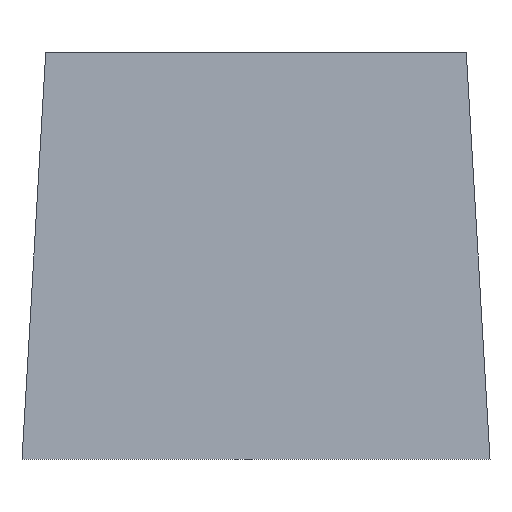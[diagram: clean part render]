
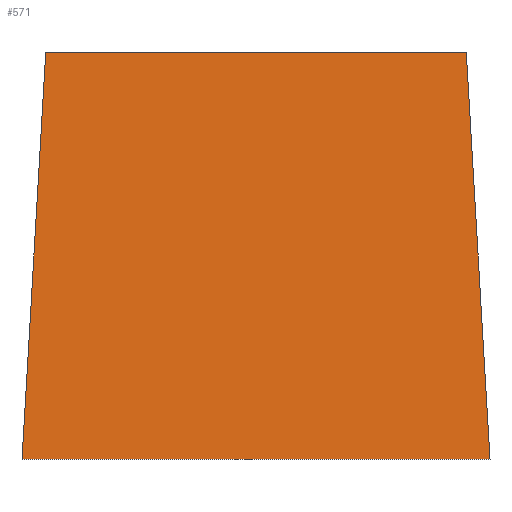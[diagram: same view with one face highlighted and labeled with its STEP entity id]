
A CAD part, front view. The second image highlights one B-rep face of the part: STEP entity #571.
In plain terms, the highlighted planar face has unit normal (0, -0.997, 0.075).
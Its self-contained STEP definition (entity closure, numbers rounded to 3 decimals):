
#12 = EDGE_CURVE ( 'NONE', #690, #698, #175, .T. ) ;
#62 = FACE_OUTER_BOUND ( 'NONE', #648, .T. ) ;
#73 = VECTOR ( 'NONE', #314, 1000. ) ;
#75 = VECTOR ( 'NONE', #335, 1000. ) ;
#76 = LINE ( 'NONE', #331, #73 ) ;
#78 = LINE ( 'NONE', #338, #75 ) ;
#81 = VECTOR ( 'NONE', #351, 1000. ) ;
#90 = LINE ( 'NONE', #427, #81 ) ;
#171 = VECTOR ( 'NONE', #517, 1000. ) ;
#175 = LINE ( 'NONE', #522, #171 ) ;
#257 = EDGE_CURVE ( 'NONE', #659, #694, #90, .T. ) ;
#260 = EDGE_CURVE ( 'NONE', #694, #698, #78, .T. ) ;
#261 = EDGE_CURVE ( 'NONE', #659, #690, #76, .T. ) ;
#292 = AXIS2_PLACEMENT_3D ( 'NONE', #497, #388, #332 ) ;
#312 = CARTESIAN_POINT ( 'NONE',  ( -17.25, -27.25, 0. ) ) ;
#314 = DIRECTION ( 'NONE',  ( 0.058, 0.075, 0.996 ) ) ;
#331 = CARTESIAN_POINT ( 'NONE',  ( -17.25, -27.25, 0. ) ) ;
#332 = DIRECTION ( 'NONE',  ( 0., 0.075, 0.997 ) ) ;
#335 = DIRECTION ( 'NONE',  ( -0.058, 0.075, 0.996 ) ) ;
#338 = CARTESIAN_POINT ( 'NONE',  ( 17.25, -27.25, 0. ) ) ;
#351 = DIRECTION ( 'NONE',  ( 1., 0., 0. ) ) ;
#358 = CARTESIAN_POINT ( 'NONE',  ( 17.25, -27.25, 0. ) ) ;
#388 = DIRECTION ( 'NONE',  ( 0., 0.997, -0.075 ) ) ;
#393 = CARTESIAN_POINT ( 'NONE',  ( 15.5, -25., 30. ) ) ;
#427 = CARTESIAN_POINT ( 'NONE',  ( -17.25, -27.25, 0. ) ) ;
#497 = CARTESIAN_POINT ( 'NONE',  ( 15.5, -25., 30. ) ) ;
#517 = DIRECTION ( 'NONE',  ( 1., 0., 0. ) ) ;
#522 = CARTESIAN_POINT ( 'NONE',  ( -15.5, -25., 30. ) ) ;
#531 = CARTESIAN_POINT ( 'NONE',  ( -15.5, -25., 30. ) ) ;
#555 = PLANE ( 'NONE',  #292 ) ;
#571 = ADVANCED_FACE ( 'NONE', ( #62 ), #555, .F. ) ;
#630 = ORIENTED_EDGE ( 'NONE', *, *, #260, .T. ) ;
#631 = ORIENTED_EDGE ( 'NONE', *, *, #12, .F. ) ;
#634 = ORIENTED_EDGE ( 'NONE', *, *, #261, .F. ) ;
#635 = ORIENTED_EDGE ( 'NONE', *, *, #257, .T. ) ;
#648 = EDGE_LOOP ( 'NONE', ( #630, #631, #634, #635 ) ) ;
#659 = VERTEX_POINT ( 'NONE', #312 ) ;
#690 = VERTEX_POINT ( 'NONE', #531 ) ;
#694 = VERTEX_POINT ( 'NONE', #358 ) ;
#698 = VERTEX_POINT ( 'NONE', #393 ) ;
